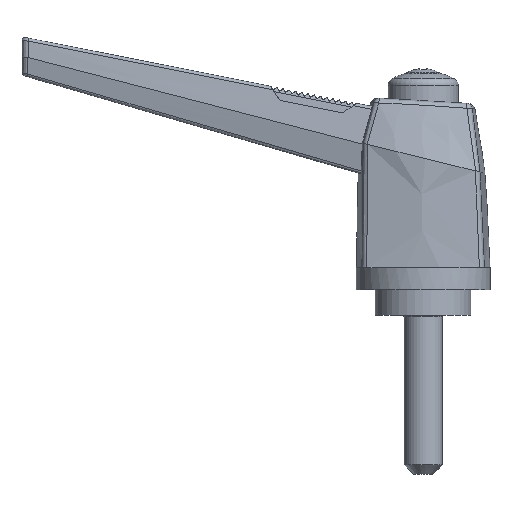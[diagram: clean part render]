
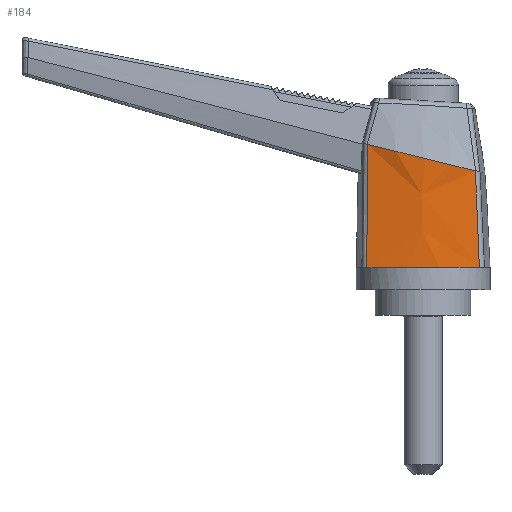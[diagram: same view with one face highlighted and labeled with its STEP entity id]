
A CAD part, front view. The second image highlights one B-rep face of the part: STEP entity #184.
In plain terms, the highlighted free-form (B-spline) face has degree [3, 3] with [6, 4] control points.
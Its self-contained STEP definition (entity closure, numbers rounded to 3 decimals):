
#184 = ADVANCED_FACE( '', ( #509 ), #510, .T. );
#509 = FACE_OUTER_BOUND( '', #1025, .T. );
#510 = B_SPLINE_SURFACE_WITH_KNOTS( '', 3, 3, ( ( #1026, #1027, #1028, #1029 ), ( #1030, #1031, #1032, #1033 ), ( #1034, #1035, #1036, #1037 ), ( #1038, #1039, #1040, #1041 ), ( #1042, #1043, #1044, #1045 ), ( #1046, #1047, #1048, #1049 ) ), .UNSPECIFIED., .F., .F., .F., ( 4, 2, 4 ), ( 4, 4 ), ( 0., 0.5, 1. ), ( 0., 1. ), .UNSPECIFIED. );
#1025 = EDGE_LOOP( '', ( #3741, #3742, #3743, #3744, #3745, #3746 ) );
#1026 = CARTESIAN_POINT( '', ( -9.476, -9.25, 0. ) );
#1027 = CARTESIAN_POINT( '', ( -9.428, -8.983, 6.495 ) );
#1028 = CARTESIAN_POINT( '', ( -9.38, -8.717, 12.99 ) );
#1029 = CARTESIAN_POINT( '', ( -9.333, -8.45, 19.486 ) );
#1030 = CARTESIAN_POINT( '', ( -6.364, -9.914, 0. ) );
#1031 = CARTESIAN_POINT( '', ( -6.392, -9.793, 6.26 ) );
#1032 = CARTESIAN_POINT( '', ( -6.42, -9.671, 12.52 ) );
#1033 = CARTESIAN_POINT( '', ( -6.449, -9.55, 18.779 ) );
#1034 = CARTESIAN_POINT( '', ( -3.182, -10.25, 0. ) );
#1035 = CARTESIAN_POINT( '', ( -3.252, -10.222, 6.01 ) );
#1036 = CARTESIAN_POINT( '', ( -3.322, -10.194, 12.02 ) );
#1037 = CARTESIAN_POINT( '', ( -3.392, -10.167, 18.031 ) );
#1038 = CARTESIAN_POINT( '', ( 3.182, -10.25, 0. ) );
#1039 = CARTESIAN_POINT( '', ( 3.04, -10.291, 5.508 ) );
#1040 = CARTESIAN_POINT( '', ( 2.897, -10.332, 11.017 ) );
#1041 = CARTESIAN_POINT( '', ( 2.755, -10.374, 16.525 ) );
#1042 = CARTESIAN_POINT( '', ( 6.364, -9.914, 0. ) );
#1043 = CARTESIAN_POINT( '', ( 6.19, -9.931, 5.256 ) );
#1044 = CARTESIAN_POINT( '', ( 6.017, -9.947, 10.513 ) );
#1045 = CARTESIAN_POINT( '', ( 5.844, -9.963, 15.769 ) );
#1046 = CARTESIAN_POINT( '', ( 9.476, -9.25, 0. ) );
#1047 = CARTESIAN_POINT( '', ( 9.248, -9.187, 5.016 ) );
#1048 = CARTESIAN_POINT( '', ( 9.02, -9.123, 10.031 ) );
#1049 = CARTESIAN_POINT( '', ( 8.792, -9.06, 15.047 ) );
#3741 = ORIENTED_EDGE( '', *, *, #4914, .F. );
#3742 = ORIENTED_EDGE( '', *, *, #4915, .T. );
#3743 = ORIENTED_EDGE( '', *, *, #4916, .T. );
#3744 = ORIENTED_EDGE( '', *, *, #4917, .T. );
#3745 = ORIENTED_EDGE( '', *, *, #4918, .T. );
#3746 = ORIENTED_EDGE( '', *, *, #4919, .T. );
#4914 = EDGE_CURVE( '', #5449, #5450, #5451, .T. );
#4915 = EDGE_CURVE( '', #5449, #5452, #5453, .T. );
#4916 = EDGE_CURVE( '', #5452, #5454, #5455, .T. );
#4917 = EDGE_CURVE( '', #5454, #5456, #5457, .T. );
#4918 = EDGE_CURVE( '', #5456, #5458, #5459, .T. );
#4919 = EDGE_CURVE( '', #5458, #5450, #5460, .T. );
#5449 = VERTEX_POINT( '', #6278 );
#5450 = VERTEX_POINT( '', #6279 );
#5451 = B_SPLINE_CURVE_WITH_KNOTS( '', 3, ( #6280, #6281, #6282, #6283, #6284, #6285, #6286, #6287, #6288, #6289 ), .UNSPECIFIED., .F., .F., ( 4, 2, 2, 2, 4 ), ( 0.032, 0.25, 0.5, 0.75, 0.967 ), .UNSPECIFIED. );
#5452 = VERTEX_POINT( '', #6290 );
#5453 = B_SPLINE_CURVE_WITH_KNOTS( '', 3, ( #6291, #6292, #6293, #6294, #6295, #6296 ), .UNSPECIFIED., .F., .F., ( 4, 2, 4 ), ( 0., 0.01, 0.019 ), .UNSPECIFIED. );
#5454 = VERTEX_POINT( '', #6297 );
#5455 = B_SPLINE_CURVE_WITH_KNOTS( '', 3, ( #6298, #6299, #6300, #6301 ), .UNSPECIFIED., .F., .F., ( 4, 4 ), ( 0.034, 0.364 ), .UNSPECIFIED. );
#5456 = VERTEX_POINT( '', #6302 );
#5457 = B_SPLINE_CURVE_WITH_KNOTS( '', 3, ( #6303, #6304, #6305, #6306, #6307, #6308 ), .UNSPECIFIED., .F., .F., ( 4, 2, 4 ), ( 0.364, 0.5, 0.636 ), .UNSPECIFIED. );
#5458 = VERTEX_POINT( '', #6309 );
#5459 = B_SPLINE_CURVE_WITH_KNOTS( '', 3, ( #6310, #6311, #6312, #6313 ), .UNSPECIFIED., .F., .F., ( 4, 4 ), ( 0.636, 0.965 ), .UNSPECIFIED. );
#5460 = B_SPLINE_CURVE_WITH_KNOTS( '', 3, ( #6314, #6315, #6316, #6317 ), .UNSPECIFIED., .F., .F., ( 4, 4 ), ( 0., 0.015 ), .UNSPECIFIED. );
#6278 = CARTESIAN_POINT( '', ( -8.781, -8.654, 19.35 ) );
#6279 = CARTESIAN_POINT( '', ( 8.209, -9.232, 15.19 ) );
#6280 = CARTESIAN_POINT( '', ( -8.781, -8.654, 19.35 ) );
#6281 = CARTESIAN_POINT( '', ( -7.512, -9.108, 19.04 ) );
#6282 = CARTESIAN_POINT( '', ( -6.217, -9.468, 18.723 ) );
#6283 = CARTESIAN_POINT( '', ( -3.385, -10.04, 18.029 ) );
#6284 = CARTESIAN_POINT( '', ( -1.859, -10.218, 17.655 ) );
#6285 = CARTESIAN_POINT( '', ( 1.222, -10.322, 16.901 ) );
#6286 = CARTESIAN_POINT( '', ( 2.756, -10.246, 16.525 ) );
#6287 = CARTESIAN_POINT( '', ( 5.612, -9.867, 15.826 ) );
#6288 = CARTESIAN_POINT( '', ( 6.92, -9.597, 15.505 ) );
#6289 = CARTESIAN_POINT( '', ( 8.209, -9.232, 15.19 ) );
#6290 = CARTESIAN_POINT( '', ( -8.83, -9.383, 0. ) );
#6291 = CARTESIAN_POINT( '', ( -8.781, -8.654, 19.35 ) );
#6292 = CARTESIAN_POINT( '', ( -8.788, -8.777, 16.125 ) );
#6293 = CARTESIAN_POINT( '', ( -8.797, -8.899, 12.9 ) );
#6294 = CARTESIAN_POINT( '', ( -8.813, -9.142, 6.45 ) );
#6295 = CARTESIAN_POINT( '', ( -8.822, -9.263, 3.225 ) );
#6296 = CARTESIAN_POINT( '', ( -8.83, -9.383, 0. ) );
#6297 = CARTESIAN_POINT( '', ( -2.588, -10.176, 0. ) );
#6298 = CARTESIAN_POINT( '', ( -8.83, -9.383, 0. ) );
#6299 = CARTESIAN_POINT( '', ( -6.771, -9.791, 0. ) );
#6300 = CARTESIAN_POINT( '', ( -4.684, -10.056, 0. ) );
#6301 = CARTESIAN_POINT( '', ( -2.588, -10.176, 0. ) );
#6302 = CARTESIAN_POINT( '', ( 2.588, -10.176, 0. ) );
#6303 = CARTESIAN_POINT( '', ( -2.588, -10.176, 0. ) );
#6304 = CARTESIAN_POINT( '', ( -1.726, -10.225, 0. ) );
#6305 = CARTESIAN_POINT( '', ( -0.863, -10.25, 0. ) );
#6306 = CARTESIAN_POINT( '', ( 0.863, -10.25, 0. ) );
#6307 = CARTESIAN_POINT( '', ( 1.726, -10.225, 0. ) );
#6308 = CARTESIAN_POINT( '', ( 2.588, -10.176, 0. ) );
#6309 = CARTESIAN_POINT( '', ( 8.83, -9.383, 0. ) );
#6310 = CARTESIAN_POINT( '', ( 2.588, -10.176, 0. ) );
#6311 = CARTESIAN_POINT( '', ( 4.683, -10.056, 0. ) );
#6312 = CARTESIAN_POINT( '', ( 6.771, -9.791, 0. ) );
#6313 = CARTESIAN_POINT( '', ( 8.83, -9.383, 0. ) );
#6314 = CARTESIAN_POINT( '', ( 8.83, -9.383, 0. ) );
#6315 = CARTESIAN_POINT( '', ( 8.622, -9.334, 5.063 ) );
#6316 = CARTESIAN_POINT( '', ( 8.415, -9.283, 10.126 ) );
#6317 = CARTESIAN_POINT( '', ( 8.209, -9.232, 15.19 ) );
